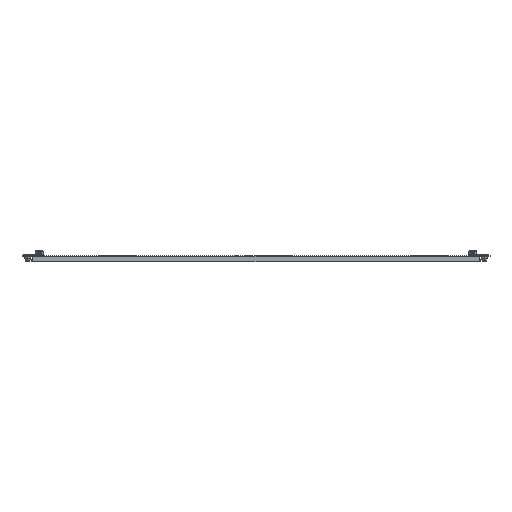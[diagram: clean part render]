
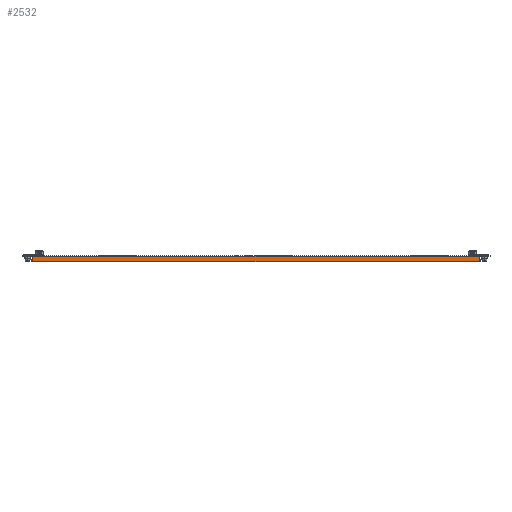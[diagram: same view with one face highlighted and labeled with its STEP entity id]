
A CAD part, front view. The second image highlights one B-rep face of the part: STEP entity #2532.
In plain terms, the highlighted face is planar.
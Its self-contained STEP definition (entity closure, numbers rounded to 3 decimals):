
#514=DIRECTION('',(1.,0.,0.));
#515=VECTOR('',#514,750.);
#516=CARTESIAN_POINT('',(-275.,175.,1.));
#517=LINE('',#516,#515);
#878=DIRECTION('',(1.,0.,0.));
#879=VECTOR('',#878,716.);
#880=CARTESIAN_POINT('',(-258.,175.,-9.));
#881=LINE('',#880,#879);
#882=DIRECTION('',(0.,0.,1.));
#883=VECTOR('',#882,9.);
#884=CARTESIAN_POINT('',(458.,175.,-9.));
#885=LINE('',#884,#883);
#886=DIRECTION('',(1.,0.,0.));
#887=VECTOR('',#886,17.);
#888=CARTESIAN_POINT('',(458.,175.,0.));
#889=LINE('',#888,#887);
#890=DIRECTION('',(0.,0.,1.));
#891=VECTOR('',#890,1.);
#892=CARTESIAN_POINT('',(475.,175.,0.));
#893=LINE('',#892,#891);
#894=DIRECTION('',(1.,0.,0.));
#895=VECTOR('',#894,17.);
#896=CARTESIAN_POINT('',(-275.,175.,0.));
#897=LINE('',#896,#895);
#922=DIRECTION('',(0.,0.,1.));
#923=VECTOR('',#922,9.);
#924=CARTESIAN_POINT('',(-258.,175.,-9.));
#925=LINE('',#924,#923);
#978=DIRECTION('',(0.,0.,1.));
#979=VECTOR('',#978,1.);
#980=CARTESIAN_POINT('',(-275.,175.,0.));
#981=LINE('',#980,#979);
#1278=CARTESIAN_POINT('',(475.,175.,0.));
#1279=VERTEX_POINT('',#1278);
#1280=CARTESIAN_POINT('',(458.,175.,0.));
#1281=VERTEX_POINT('',#1280);
#1286=CARTESIAN_POINT('',(-258.,175.,0.));
#1287=VERTEX_POINT('',#1286);
#1288=CARTESIAN_POINT('',(-275.,175.,0.));
#1289=VERTEX_POINT('',#1288);
#1398=CARTESIAN_POINT('',(-275.,175.,1.));
#1399=CARTESIAN_POINT('',(475.,175.,1.));
#1400=VERTEX_POINT('',#1398);
#1401=VERTEX_POINT('',#1399);
#1494=CARTESIAN_POINT('',(-258.,175.,-9.));
#1495=CARTESIAN_POINT('',(458.,175.,-9.));
#1496=VERTEX_POINT('',#1494);
#1497=VERTEX_POINT('',#1495);
#2512=CARTESIAN_POINT('',(125.,175.,0.));
#2513=DIRECTION('',(0.,1.,0.));
#2514=DIRECTION('',(-1.,0.,0.));
#2515=AXIS2_PLACEMENT_3D('',#2512,#2513,#2514);
#2516=PLANE('',#2515);
#2518=ORIENTED_EDGE('',*,*,#2517,.T.);
#2520=ORIENTED_EDGE('',*,*,#2519,.T.);
#2521=ORIENTED_EDGE('',*,*,#1619,.T.);
#2523=ORIENTED_EDGE('',*,*,#2522,.T.);
#2524=ORIENTED_EDGE('',*,*,#1854,.F.);
#2526=ORIENTED_EDGE('',*,*,#2525,.F.);
#2527=ORIENTED_EDGE('',*,*,#1627,.T.);
#2529=ORIENTED_EDGE('',*,*,#2528,.F.);
#2530=EDGE_LOOP('',(#2518,#2520,#2521,#2523,#2524,#2526,#2527,#2529));
#2531=FACE_OUTER_BOUND('',#2530,.F.);
#1619=EDGE_CURVE('',#1281,#1279,#889,.T.);
#1627=EDGE_CURVE('',#1289,#1287,#897,.T.);
#1854=EDGE_CURVE('',#1400,#1401,#517,.T.);
#2517=EDGE_CURVE('',#1496,#1497,#881,.T.);
#2519=EDGE_CURVE('',#1497,#1281,#885,.T.);
#2522=EDGE_CURVE('',#1279,#1401,#893,.T.);
#2525=EDGE_CURVE('',#1289,#1400,#981,.T.);
#2528=EDGE_CURVE('',#1496,#1287,#925,.T.);
#2532=ADVANCED_FACE('',(#2531),#2516,.T.);
